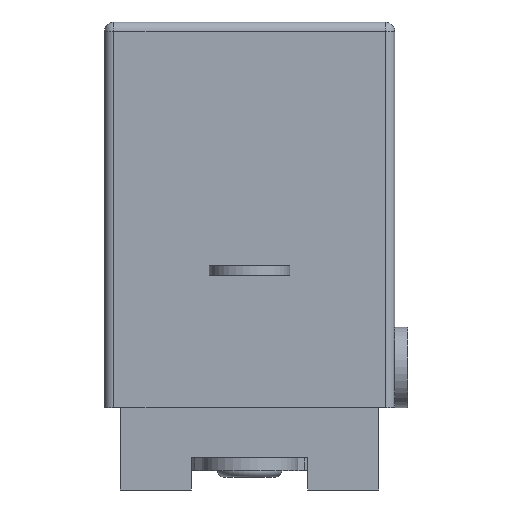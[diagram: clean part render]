
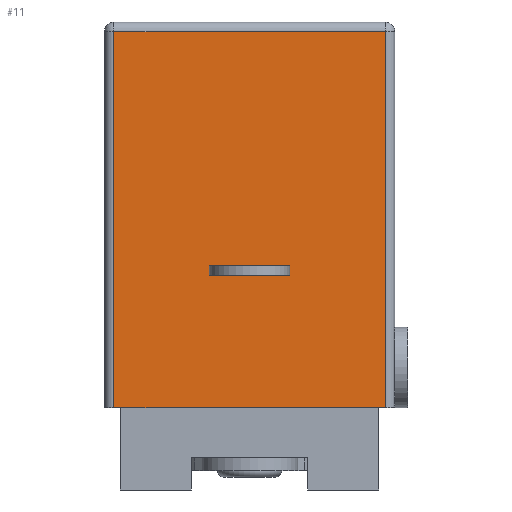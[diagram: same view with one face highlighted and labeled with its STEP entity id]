
A CAD part, front view. The second image highlights one B-rep face of the part: STEP entity #11.
In plain terms, the highlighted planar face has unit normal (0, -1, 0).
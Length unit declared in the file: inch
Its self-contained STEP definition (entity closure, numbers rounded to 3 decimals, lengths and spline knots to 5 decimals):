
#11 = ADVANCED_FACE ( 'NONE', ( #2322 ), #1057, .T. ) ;
#64 = DIRECTION ( 'NONE',  ( 0., 0., 1. ) ) ;
#96 = VECTOR ( 'NONE', #2318, 39.37008 ) ;
#141 = DIRECTION ( 'NONE',  ( 0., -1., 0. ) ) ;
#147 = EDGE_LOOP ( 'NONE', ( #468, #355, #962, #596 ) ) ;
#239 = VERTEX_POINT ( 'NONE', #402 ) ;
#266 = VERTEX_POINT ( 'NONE', #579 ) ;
#291 = EDGE_CURVE ( 'NONE', #239, #266, #2074, .T. ) ;
#355 = ORIENTED_EDGE ( 'NONE', *, *, #291, .T. ) ;
#402 = CARTESIAN_POINT ( 'NONE',  ( 0.16535, 0., -0.47047 ) ) ;
#468 = ORIENTED_EDGE ( 'NONE', *, *, #2204, .F. ) ;
#480 = AXIS2_PLACEMENT_3D ( 'NONE', #1779, #141, #2334 ) ;
#579 = CARTESIAN_POINT ( 'NONE',  ( 0.16535, 0., -0.01181 ) ) ;
#596 = ORIENTED_EDGE ( 'NONE', *, *, #1739, .F. ) ;
#688 = VERTEX_POINT ( 'NONE', #1745 ) ;
#725 = VERTEX_POINT ( 'NONE', #876 ) ;
#780 = EDGE_CURVE ( 'NONE', #266, #725, #886, .T. ) ;
#876 = CARTESIAN_POINT ( 'NONE',  ( -0.16535, 0., -0.01181 ) ) ;
#886 = LINE ( 'NONE', #1226, #96 ) ;
#962 = ORIENTED_EDGE ( 'NONE', *, *, #780, .T. ) ;
#1057 = PLANE ( 'NONE',  #480 ) ;
#1226 = CARTESIAN_POINT ( 'NONE',  ( -0.16535, 0., -0.01181 ) ) ;
#1253 = VECTOR ( 'NONE', #1414, 39.37008 ) ;
#1275 = VECTOR ( 'NONE', #1322, 39.37008 ) ;
#1308 = CARTESIAN_POINT ( 'NONE',  ( 0.16535, 0., -0.57087 ) ) ;
#1322 = DIRECTION ( 'NONE',  ( 0., 0., 1. ) ) ;
#1414 = DIRECTION ( 'NONE',  ( -1., 0., 0. ) ) ;
#1440 = LINE ( 'NONE', #2173, #1253 ) ;
#1521 = VECTOR ( 'NONE', #64, 39.37008 ) ;
#1698 = LINE ( 'NONE', #2239, #1521 ) ;
#1739 = EDGE_CURVE ( 'NONE', #688, #725, #1698, .T. ) ;
#1745 = CARTESIAN_POINT ( 'NONE',  ( -0.16535, 0., -0.47047 ) ) ;
#1779 = CARTESIAN_POINT ( 'NONE',  ( -0.16535, 0., -0.57087 ) ) ;
#2074 = LINE ( 'NONE', #1308, #1275 ) ;
#2173 = CARTESIAN_POINT ( 'NONE',  ( 0.17717, 0., -0.47047 ) ) ;
#2204 = EDGE_CURVE ( 'NONE', #239, #688, #1440, .T. ) ;
#2239 = CARTESIAN_POINT ( 'NONE',  ( -0.16535, 0., -0.57087 ) ) ;
#2318 = DIRECTION ( 'NONE',  ( -1., 0., 0. ) ) ;
#2322 = FACE_OUTER_BOUND ( 'NONE', #147, .T. ) ;
#2334 = DIRECTION ( 'NONE',  ( 0., 0., -1. ) ) ;
